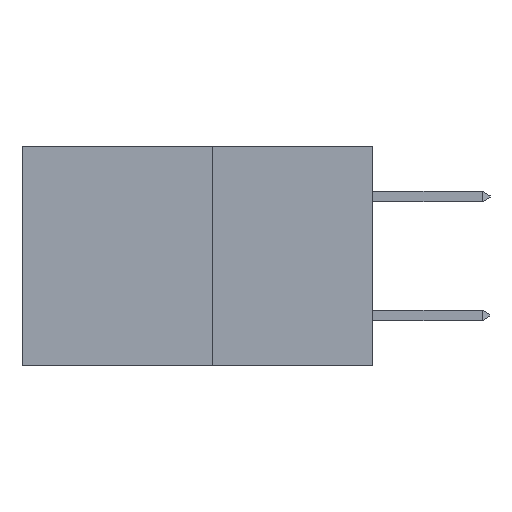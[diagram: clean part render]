
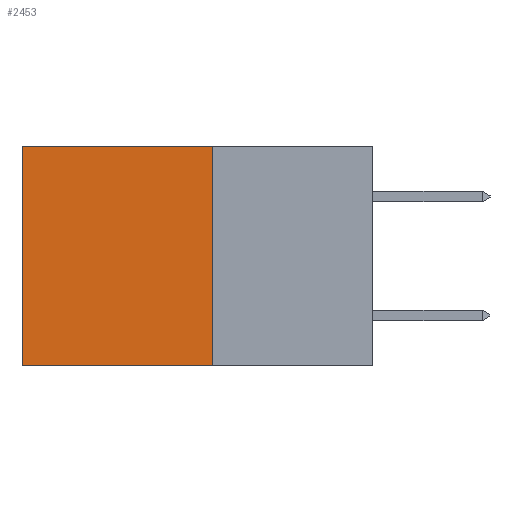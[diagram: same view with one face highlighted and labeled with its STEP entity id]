
A CAD part, left-side view. The second image highlights one B-rep face of the part: STEP entity #2453.
In plain terms, the highlighted planar face has unit normal (-1, 0, 0).
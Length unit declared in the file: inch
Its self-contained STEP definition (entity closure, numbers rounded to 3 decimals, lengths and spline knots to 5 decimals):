
#223 = VECTOR ( 'NONE', #5476, 39.37008 ) ;
#234 = VERTEX_POINT ( 'NONE', #1725 ) ;
#1275 = ORIENTED_EDGE ( 'NONE', *, *, #2795, .F. ) ;
#1426 = VERTEX_POINT ( 'NONE', #6268 ) ;
#1485 = CARTESIAN_POINT ( 'NONE',  ( 0.277, 0.27, 0. ) ) ;
#1490 = DIRECTION ( 'NONE',  ( 0., 0., -1. ) ) ;
#1628 = EDGE_CURVE ( 'NONE', #234, #8555, #8614, .T. ) ;
#1725 = CARTESIAN_POINT ( 'NONE',  ( 0.277, 0.27, 0. ) ) ;
#2244 = LINE ( 'NONE', #8249, #7501 ) ;
#2383 = EDGE_CURVE ( 'NONE', #8555, #1426, #2244, .T. ) ;
#2453 = ADVANCED_FACE ( 'NONE', ( #3515 ), #8859, .F. ) ;
#2765 = DIRECTION ( 'NONE',  ( 0., 1., 0. ) ) ;
#2795 = EDGE_CURVE ( 'NONE', #4896, #1426, #8238, .T. ) ;
#2971 = VECTOR ( 'NONE', #2765, 39.37008 ) ;
#3389 = VECTOR ( 'NONE', #6296, 39.37008 ) ;
#3440 = ORIENTED_EDGE ( 'NONE', *, *, #7991, .F. ) ;
#3515 = FACE_OUTER_BOUND ( 'NONE', #4547, .T. ) ;
#4100 = AXIS2_PLACEMENT_3D ( 'NONE', #6494, #6169, #1490 ) ;
#4547 = EDGE_LOOP ( 'NONE', ( #8471, #1275, #3440, #6976 ) ) ;
#4562 = CARTESIAN_POINT ( 'NONE',  ( 0.277, 0.59, 0. ) ) ;
#4896 = VERTEX_POINT ( 'NONE', #5183 ) ;
#5183 = CARTESIAN_POINT ( 'NONE',  ( 0.277, 0.27, -0.37 ) ) ;
#5476 = DIRECTION ( 'NONE',  ( 0., 0., -1. ) ) ;
#6078 = LINE ( 'NONE', #6768, #223 ) ;
#6169 = DIRECTION ( 'NONE',  ( 1., 0., 0. ) ) ;
#6268 = CARTESIAN_POINT ( 'NONE',  ( 0.277, 0.59, -0.37 ) ) ;
#6296 = DIRECTION ( 'NONE',  ( 0., 1., 0. ) ) ;
#6494 = CARTESIAN_POINT ( 'NONE',  ( 0.277, 0.27, -0.37 ) ) ;
#6768 = CARTESIAN_POINT ( 'NONE',  ( 0.277, 0.27, -0.37 ) ) ;
#6976 = ORIENTED_EDGE ( 'NONE', *, *, #1628, .T. ) ;
#7501 = VECTOR ( 'NONE', #8248, 39.37008 ) ;
#7541 = CARTESIAN_POINT ( 'NONE',  ( 0.277, 0.27, -0.37 ) ) ;
#7991 = EDGE_CURVE ( 'NONE', #234, #4896, #6078, .T. ) ;
#8238 = LINE ( 'NONE', #7541, #2971 ) ;
#8248 = DIRECTION ( 'NONE',  ( 0., 0., -1. ) ) ;
#8249 = CARTESIAN_POINT ( 'NONE',  ( 0.277, 0.59, -0.37 ) ) ;
#8471 = ORIENTED_EDGE ( 'NONE', *, *, #2383, .T. ) ;
#8555 = VERTEX_POINT ( 'NONE', #4562 ) ;
#8614 = LINE ( 'NONE', #1485, #3389 ) ;
#8859 = PLANE ( 'NONE',  #4100 ) ;
